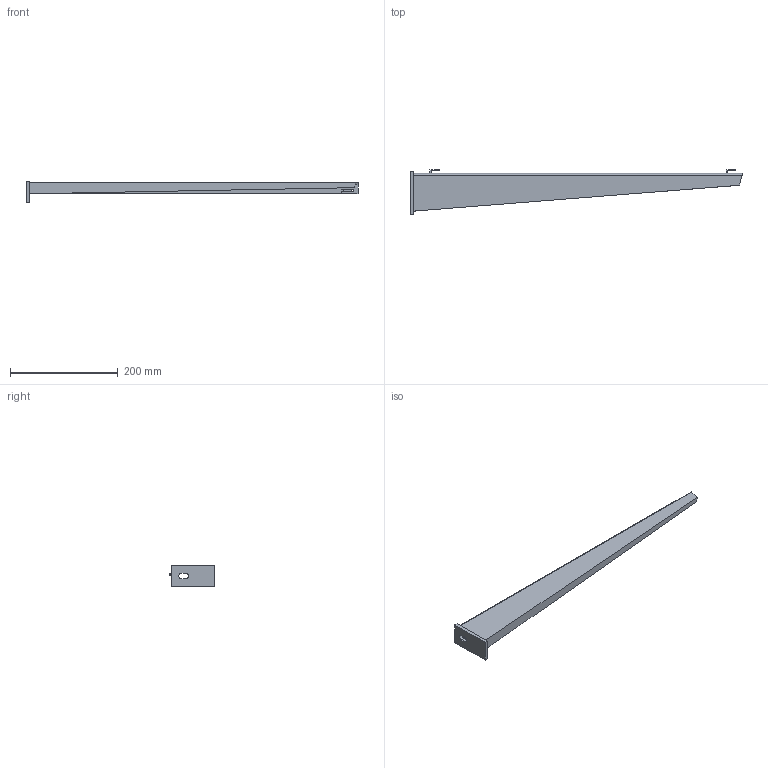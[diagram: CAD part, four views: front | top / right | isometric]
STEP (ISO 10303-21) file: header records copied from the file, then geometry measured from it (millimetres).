
FILE_DESCRIPTION (( 'STEP AP214' ), '1' );
FILE_NAME ('6420616.stp', '2020-09-23T10:24:40', ( '' ), ( '' ), 'SwSTEP 2.0', 'SolidWorks 2020', '' );
FILE_SCHEMA (( 'AUTOMOTIVE_DESIGN' ));
Length unit declared in the file: millimetre
Products named in the file (3): KTS 04.020-031_80x40x6; KTS 04.019-150_Standard; 6420616
Assembly tree (2 placements, depth 2):
  6420616
    KTS 04.020-031_80x40x6
    KTS 04.019-150_Standard
Bounding box: 616 x 85.15 x 40 mm (x, y, z)
Volume: 109986.6 mm3; surface area: 102730 mm2
Topology: 2 solids, 2 shells, 68 faces, 185 edges, 121 vertices
Faces by surface type: plane 48, bspline 12, cylinder 8
Entity records: 2711 total; most frequent: CARTESIAN_POINT 1007, ORIENTED_EDGE 370, DIRECTION 271, EDGE_CURVE 185, VERTEX_POINT 121, LINE 117, VECTOR 117, AXIS2_PLACEMENT_3D 77
